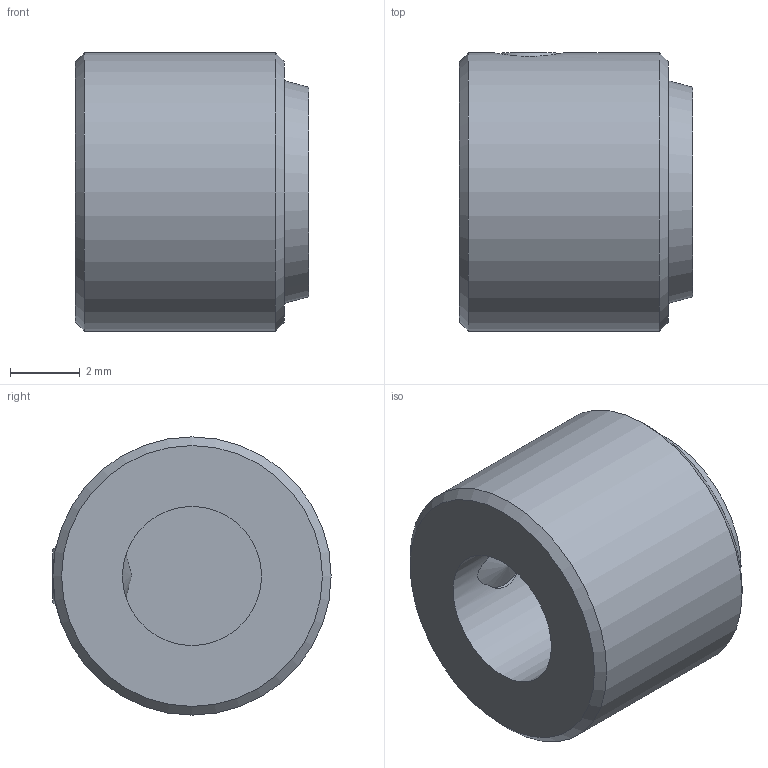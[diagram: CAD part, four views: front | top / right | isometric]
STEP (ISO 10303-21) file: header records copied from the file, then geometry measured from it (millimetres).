
FILE_DESCRIPTION(/* description */ ('STEP AP214'),/* implementation_level */ '2;1');
FILE_NAME(/* name */ '539638_YSRP-8',/* time_stamp */ '2024-09-18T14:13:49+02:00',/* author */ ('License CC BY-ND 4.0'),/* organization */ ('CADENAS'),/* preprocessor_version */ 'ST-DEVELOPER v19.3',/* originating_system */ 'PARTsolutions',/* authorisation */ ' ');
FILE_SCHEMA (('AUTOMOTIVE_DESIGN {1 0 10303 214 3 1 1}'));
Length unit declared in the file: millimetre
Products named in the file (1): 539638 YSRP-8
Bounding box: 6.7 x 8 x 8 mm (x, y, z)
Volume: 270.6 mm3; surface area: 308 mm2
Topology: 1 solids, 1 shells, 22 faces, 46 edges, 30 vertices
Faces by surface type: plane 12, cone 6, cylinder 4
Full cylindrical faces by diameter (mm): 4 x1, 8 x1
Entity records: 573 total; most frequent: CARTESIAN_POINT 116, DIRECTION 88, ORIENTED_EDGE 70, EDGE_CURVE 35, FACE_BOUND 35, AXIS2_PLACEMENT_3D 35, EDGE_LOOP 34, VERTEX_POINT 28
